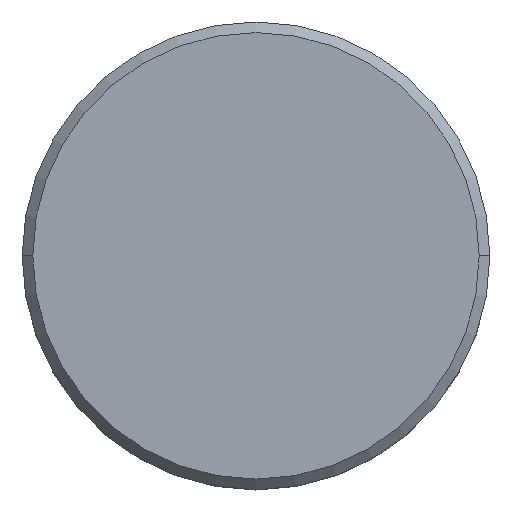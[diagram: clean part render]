
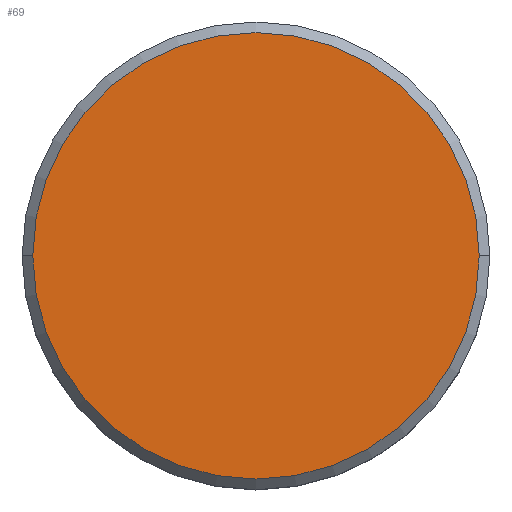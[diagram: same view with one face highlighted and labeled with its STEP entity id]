
A CAD part, top view. The second image highlights one B-rep face of the part: STEP entity #69.
In plain terms, the highlighted planar face has unit normal (0, 0, 1).
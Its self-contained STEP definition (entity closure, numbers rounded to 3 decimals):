
#6 = EDGE_LOOP ( 'NONE', ( #52, #231 ) ) ;
#9 = DIRECTION ( 'NONE',  ( 0., 0., 1. ) ) ;
#14 = CARTESIAN_POINT ( 'NONE',  ( -10.5, 0., 0. ) ) ;
#52 = ORIENTED_EDGE ( 'NONE', *, *, #178, .T. ) ;
#69 = ADVANCED_FACE ( 'NONE', ( #305 ), #364, .T. ) ;
#97 = CIRCLE ( 'NONE', #335, 10.5 ) ;
#170 = CARTESIAN_POINT ( 'NONE',  ( 10.5, 0., 0. ) ) ;
#178 = EDGE_CURVE ( 'NONE', #250, #286, #418, .T. ) ;
#181 = AXIS2_PLACEMENT_3D ( 'NONE', #327, #9, #186 ) ;
#186 = DIRECTION ( 'NONE',  ( 1., 0., 0. ) ) ;
#226 = DIRECTION ( 'NONE',  ( 1., 0., 0. ) ) ;
#231 = ORIENTED_EDGE ( 'NONE', *, *, #293, .T. ) ;
#250 = VERTEX_POINT ( 'NONE', #14 ) ;
#286 = VERTEX_POINT ( 'NONE', #170 ) ;
#293 = EDGE_CURVE ( 'NONE', #286, #250, #97, .T. ) ;
#295 = CARTESIAN_POINT ( 'NONE',  ( 0., 0., 0. ) ) ;
#305 = FACE_OUTER_BOUND ( 'NONE', #6, .T. ) ;
#315 = CARTESIAN_POINT ( 'NONE',  ( 0., 0., 0. ) ) ;
#317 = DIRECTION ( 'NONE',  ( 0., 0., 1. ) ) ;
#327 = CARTESIAN_POINT ( 'NONE',  ( 0., 0., 0. ) ) ;
#335 = AXIS2_PLACEMENT_3D ( 'NONE', #315, #317, #423 ) ;
#364 = PLANE ( 'NONE',  #181 ) ;
#378 = DIRECTION ( 'NONE',  ( 0., 0., 1. ) ) ;
#418 = CIRCLE ( 'NONE', #431, 10.5 ) ;
#423 = DIRECTION ( 'NONE',  ( 1., 0., 0. ) ) ;
#431 = AXIS2_PLACEMENT_3D ( 'NONE', #295, #378, #226 ) ;
